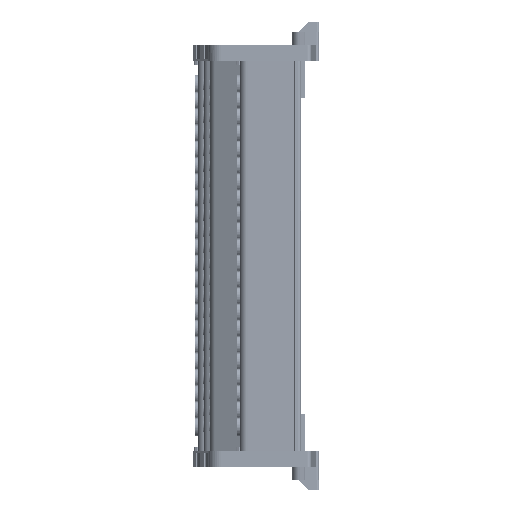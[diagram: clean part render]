
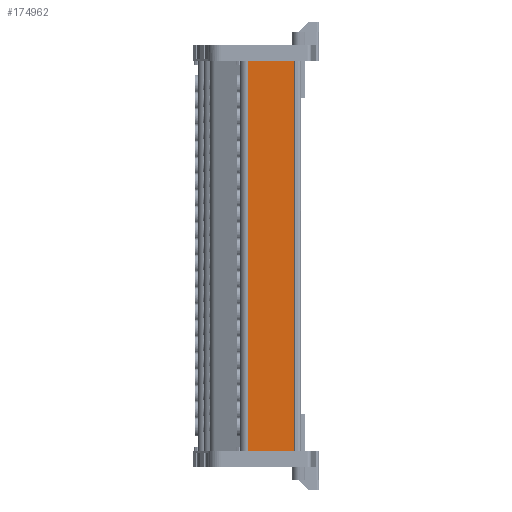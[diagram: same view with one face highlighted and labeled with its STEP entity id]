
A CAD part, left-side view. The second image highlights one B-rep face of the part: STEP entity #174962.
In plain terms, the highlighted planar face has unit normal (-1, 0.018, 0).
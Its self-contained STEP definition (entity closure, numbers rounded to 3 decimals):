
#5446 = VERTEX_POINT ( 'NONE', #39255 ) ;
#19367 = VECTOR ( 'NONE', #35848, 1000. ) ;
#35415 = VERTEX_POINT ( 'NONE', #86191 ) ;
#35541 = VERTEX_POINT ( 'NONE', #86379 ) ;
#35644 = LINE ( 'NONE', #35649, #19367 ) ;
#35649 = CARTESIAN_POINT ( 'NONE',  ( 352.869, -109.702, 172.636 ) ) ;
#35848 = DIRECTION ( 'NONE',  ( 0., 0., 1. ) ) ;
#39255 = CARTESIAN_POINT ( 'NONE',  ( 353.201, -90.673, 96.295 ) ) ;
#42099 = VECTOR ( 'NONE', #47003, 1000. ) ;
#45945 = VECTOR ( 'NONE', #47333, 1000. ) ;
#45989 = VECTOR ( 'NONE', #47424, 1000. ) ;
#47003 = DIRECTION ( 'NONE',  ( 0.017, 1., 0. ) ) ;
#47007 = LINE ( 'NONE', #47034, #42099 ) ;
#47034 = CARTESIAN_POINT ( 'NONE',  ( 352.869, -109.702, 96.295 ) ) ;
#47314 = CARTESIAN_POINT ( 'NONE',  ( 353.201, -90.673, 172.636 ) ) ;
#47319 = LINE ( 'NONE', #47314, #45945 ) ;
#47333 = DIRECTION ( 'NONE',  ( 0., 0., -1. ) ) ;
#47362 = LINE ( 'NONE', #47378, #45989 ) ;
#47378 = CARTESIAN_POINT ( 'NONE',  ( 353.201, -90.673, -53.301 ) ) ;
#47424 = DIRECTION ( 'NONE',  ( -0.017, -1., 0. ) ) ;
#64520 = CARTESIAN_POINT ( 'NONE',  ( 353.201, -90.673, -53.301 ) ) ;
#86191 = CARTESIAN_POINT ( 'NONE',  ( 352.869, -109.702, 96.295 ) ) ;
#86379 = CARTESIAN_POINT ( 'NONE',  ( 352.869, -109.702, -53.301 ) ) ;
#87431 = VERTEX_POINT ( 'NONE', #64520 ) ;
#97313 = ORIENTED_EDGE ( 'NONE', *, *, #215120, .T. ) ;
#97420 = ORIENTED_EDGE ( 'NONE', *, *, #214691, .T. ) ;
#97557 = ORIENTED_EDGE ( 'NONE', *, *, #214928, .T. ) ;
#97574 = ORIENTED_EDGE ( 'NONE', *, *, #214903, .T. ) ;
#112788 = AXIS2_PLACEMENT_3D ( 'NONE', #121477, #121479, #121484 ) ;
#121475 = PLANE ( 'NONE',  #112788 ) ;
#121476 = FACE_OUTER_BOUND ( 'NONE', #199490, .T. ) ;
#121477 = CARTESIAN_POINT ( 'NONE',  ( 352.869, -109.702, 172.636 ) ) ;
#121479 = DIRECTION ( 'NONE',  ( -1., 0.017, 0. ) ) ;
#121484 = DIRECTION ( 'NONE',  ( -0.017, -1., 0. ) ) ;
#174962 = ADVANCED_FACE ( 'NONE', ( #121476 ), #121475, .T. ) ;
#199490 = EDGE_LOOP ( 'NONE', ( #97313, #97574, #97557, #97420 ) ) ;
#214691 = EDGE_CURVE ( 'NONE', #35541, #35415, #35644, .T. ) ;
#214903 = EDGE_CURVE ( 'NONE', #5446, #87431, #47319, .T. ) ;
#214928 = EDGE_CURVE ( 'NONE', #87431, #35541, #47362, .T. ) ;
#215120 = EDGE_CURVE ( 'NONE', #35415, #5446, #47007, .T. ) ;
